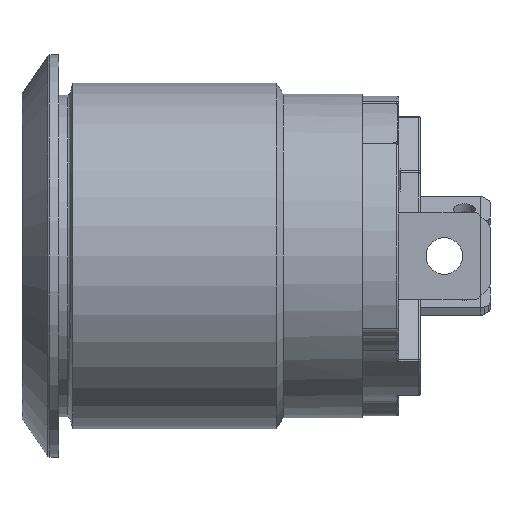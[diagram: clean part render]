
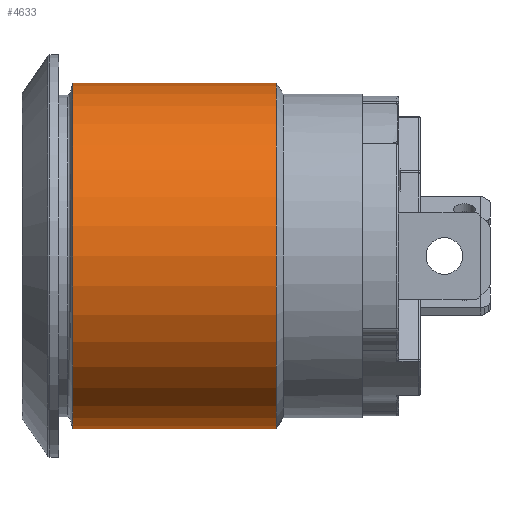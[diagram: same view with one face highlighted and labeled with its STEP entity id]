
A CAD part, front view. The second image highlights one B-rep face of the part: STEP entity #4633.
In plain terms, the highlighted cylindrical face has radius 9.45 mm (diameter 18.9 mm), a full revolution.
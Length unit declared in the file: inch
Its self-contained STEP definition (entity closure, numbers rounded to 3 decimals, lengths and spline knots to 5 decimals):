
#491=FACE_OUTER_BOUND('',#759,.T.);
#759=EDGE_LOOP('',(#4223,#4224,#4225,#4226,#4227));
#1170=LINE('',#8157,#1569);
#1569=VECTOR('',#6539,0.37205);
#1791=CIRCLE('',#5144,0.37205);
#1792=CIRCLE('',#5145,0.37205);
#1795=CIRCLE('',#5149,0.37205);
#2229=VERTEX_POINT('',#8145);
#2230=VERTEX_POINT('',#8146);
#2233=VERTEX_POINT('',#8155);
#2904=EDGE_CURVE('',#2229,#2230,#1791,.T.);
#2905=EDGE_CURVE('',#2230,#2229,#1792,.T.);
#2909=EDGE_CURVE('',#2233,#2233,#1795,.T.);
#2910=EDGE_CURVE('',#2233,#2230,#1170,.T.);
#4223=ORIENTED_EDGE('',*,*,#2909,.T.);
#4224=ORIENTED_EDGE('',*,*,#2910,.T.);
#4225=ORIENTED_EDGE('',*,*,#2904,.F.);
#4226=ORIENTED_EDGE('',*,*,#2905,.F.);
#4227=ORIENTED_EDGE('',*,*,#2910,.F.);
#4390=CYLINDRICAL_SURFACE('',#5148,0.37205);
#4633=ADVANCED_FACE('',(#491),#4390,.T.);
#5144=AXIS2_PLACEMENT_3D('',#8147,#6526,#6527);
#5145=AXIS2_PLACEMENT_3D('',#8148,#6528,#6529);
#5148=AXIS2_PLACEMENT_3D('',#8154,#6535,#6536);
#5149=AXIS2_PLACEMENT_3D('',#8156,#6537,#6538);
#6526=DIRECTION('center_axis',(1.,0.,0.));
#6527=DIRECTION('ref_axis',(0.,1.,0.));
#6528=DIRECTION('center_axis',(1.,0.,0.));
#6529=DIRECTION('ref_axis',(0.,1.,0.));
#6535=DIRECTION('center_axis',(-1.,0.,0.));
#6536=DIRECTION('ref_axis',(0.,-1.,0.));
#6537=DIRECTION('center_axis',(1.,0.,0.));
#6538=DIRECTION('ref_axis',(0.,-1.,0.));
#6539=DIRECTION('',(1.,0.,0.));
#8145=CARTESIAN_POINT('',(0.4685,-0.37205,0.));
#8146=CARTESIAN_POINT('',(0.4685,0.37205,0.));
#8147=CARTESIAN_POINT('Origin',(0.4685,0.,0.));
#8148=CARTESIAN_POINT('Origin',(0.4685,0.,0.));
#8154=CARTESIAN_POINT('Origin',(0.24213,0.,0.));
#8155=CARTESIAN_POINT('',(0.03093,0.37205,0.));
#8156=CARTESIAN_POINT('Origin',(0.03093,0.,0.));
#8157=CARTESIAN_POINT('',(0.24213,0.37205,0.));
